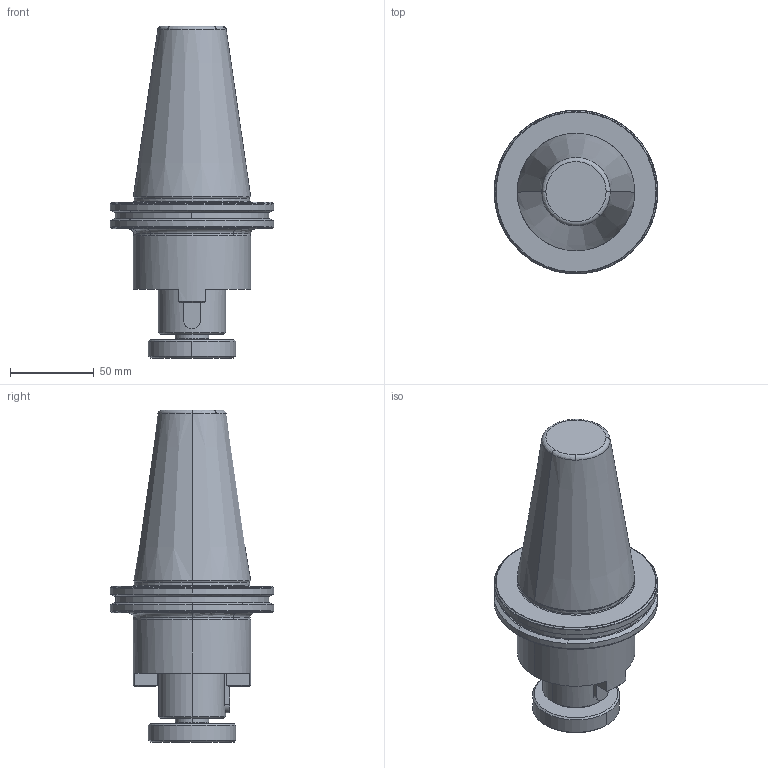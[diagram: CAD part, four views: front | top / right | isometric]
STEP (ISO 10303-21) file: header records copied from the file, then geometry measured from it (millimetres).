
FILE_DESCRIPTION (( 'STEP AP203' ), '1' );
FILE_NAME ('SK 50 CSMA40 055 AD-6.3G15000 SL SP.STEP', '2019-05-09T09:50:52', ( '' ), ( '' ), 'SwSTEP 2.0', 'SolidWorks 2014', '' );
FILE_SCHEMA (( 'CONFIG_CONTROL_DESIGN' ));
Length unit declared in the file: millimetre
Products named in the file (1): SK 50 CSMA40 055 AD-6.3G15000 SL SP
Bounding box: 97.5 x 97.41 x 197.75 mm (x, y, z)
Volume: 573894 mm3; surface area: 53692.1 mm2
Topology: 1 solids, 1 shells, 116 faces, 285 edges, 177 vertices
Faces by surface type: cone 36, bspline 25, plane 22, cylinder 20, torus 13
Entity records: 5003 total; most frequent: CARTESIAN_POINT 2375, ORIENTED_EDGE 570, DIRECTION 514, EDGE_CURVE 285, AXIS2_PLACEMENT_3D 223, VERTEX_POINT 177, CIRCLE 131, EDGE_LOOP 122
